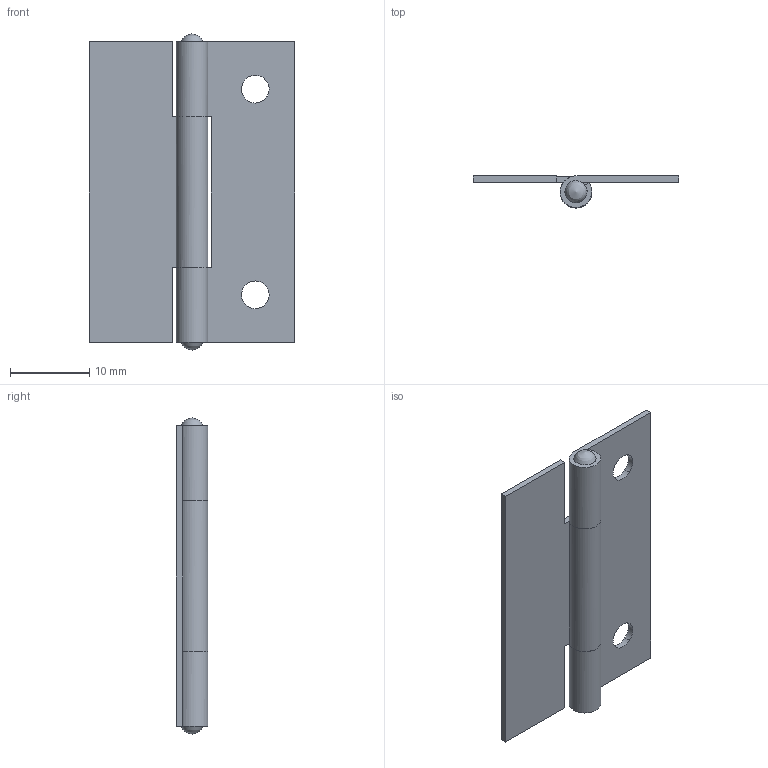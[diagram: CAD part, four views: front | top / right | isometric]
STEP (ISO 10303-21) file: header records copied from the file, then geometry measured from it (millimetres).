
FILE_DESCRIPTION((''),'2;1');
FILE_NAME('','2013-02-25T11:31:21',(''),(''),'','CADfix','');
FILE_SCHEMA(('AUTOMOTIVE_DESIGN { 1 0 10303 214 1 1 1 1 }'));
Length unit declared in the file: millimetre
Bounding box: 26 x 4 x 40 mm (x, y, z)
Volume: 1139 mm3; surface area: 2933.2 mm2
Topology: 3 solids, 3 shells, 36 faces, 100 edges, 72 vertices
Faces by surface type: bspline 36
Entity records: 1642 total; most frequent: CARTESIAN_POINT 1000, ORIENTED_EDGE 200, EDGE_CURVE 100, VERTEX_POINT 72, QUASI_UNIFORM_CURVE 60, EDGE_LOOP 42, FACE_OUTER_BOUND 36, ADVANCED_FACE 36
